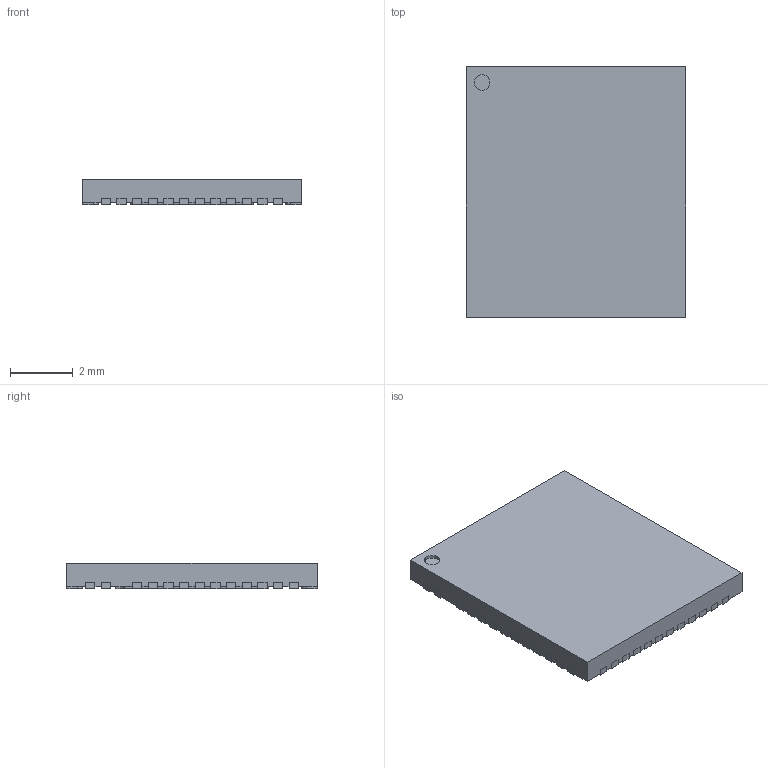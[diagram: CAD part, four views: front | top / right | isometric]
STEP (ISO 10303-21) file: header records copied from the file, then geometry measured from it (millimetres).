
FILE_DESCRIPTION(/* description */ (''),/* implementation_level */ '2;1');
FILE_NAME(/* name */ 'LINEAR_UKG52(46).stp',/* time_stamp */ '2017-09-27T11:50:18+02:00',/* author */ ('riccim'),/* organization */ (''),/* preprocessor_version */ 'ST-DEVELOPER v16.5',/* originating_system */ 'AutoCAD Mechanical',/* authorisation */ '');
FILE_SCHEMA (('AUTOMOTIVE_DESIGN { 1 0 10303 214 3 1 1 }'));
Length unit declared in the file: millimetre
Products named in the file (1): Product
Bounding box: 7 x 8 x 0.8 mm (x, y, z)
Volume: 43.3 mm3; surface area: 211.3 mm2
Topology: 48 solids, 48 shells, 487 faces, 1167 edges, 778 vertices
Faces by surface type: plane 386, cylinder 101
Full cylindrical faces by diameter (mm): 0.5 x1
Entity records: 14010 total; most frequent: CARTESIAN_POINT 2432, DIRECTION 2344, ORIENTED_EDGE 2332, EDGE_CURVE 1166, LINE 964, VECTOR 964, VERTEX_POINT 778, AXIS2_PLACEMENT_3D 690
